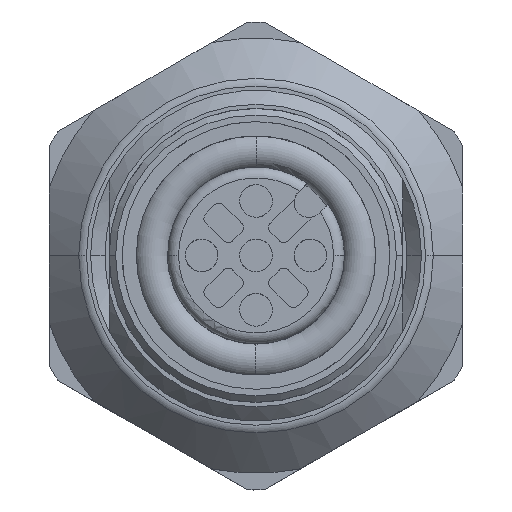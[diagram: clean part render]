
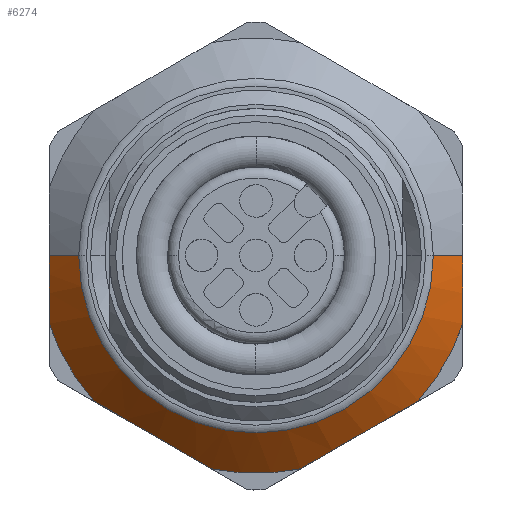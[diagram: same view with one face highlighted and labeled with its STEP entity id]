
A CAD part, top view. The second image highlights one B-rep face of the part: STEP entity #6274.
In plain terms, the highlighted conical face has half-angle 45 degrees and reference radius 8.146 mm.
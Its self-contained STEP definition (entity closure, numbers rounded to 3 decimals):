
#5825=AXIS2_PLACEMENT_3D('Circle Axis2P3D',#5823,#5824,$) ;
#5886=AXIS2_PLACEMENT_3D('Circle Axis2P3D',#5884,#5885,$) ;
#6118=AXIS2_PLACEMENT_3D('Circle Axis2P3D',#6116,#6117,$) ;
#6213=AXIS2_PLACEMENT_3D('Circle Axis2P3D',#6211,#6212,$) ;
#6250=AXIS2_PLACEMENT_3D('Cone Axis2P3D',#6247,#6248,#6249) ;
#5820=CARTESIAN_POINT('Vertex',(11.546,0.962,26.75)) ;
#5823=CARTESIAN_POINT('Axis2P3D Location',(9.5,10.75,26.75)) ;
#5827=CARTESIAN_POINT('Vertex',(7.454,0.962,26.75)) ;
#5851=CARTESIAN_POINT('Vertex',(16.954,4.084,26.75)) ;
#5855=CARTESIAN_POINT('Control Point',(11.546,0.962,26.75)) ;
#5856=CARTESIAN_POINT('Control Point',(12.227,1.355,26.996)) ;
#5857=CARTESIAN_POINT('Control Point',(12.899,1.743,27.162)) ;
#5858=CARTESIAN_POINT('Control Point',(13.567,2.128,27.25)) ;
#5859=CARTESIAN_POINT('Control Point',(14.635,2.745,27.278)) ;
#5860=CARTESIAN_POINT('Control Point',(15.711,3.366,27.113)) ;
#5861=CARTESIAN_POINT('Control Point',(16.122,3.604,27.022)) ;
#5862=CARTESIAN_POINT('Control Point',(16.536,3.843,26.901)) ;
#5863=CARTESIAN_POINT('Control Point',(16.954,4.084,26.75)) ;
#5881=CARTESIAN_POINT('Vertex',(19.,7.628,26.75)) ;
#5884=CARTESIAN_POINT('Axis2P3D Location',(9.5,10.75,26.75)) ;
#5915=CARTESIAN_POINT('Vertex',(19.,10.75,27.25)) ;
#5919=CARTESIAN_POINT('Control Point',(19.,7.628,26.75)) ;
#5920=CARTESIAN_POINT('Control Point',(19.,8.262,26.948)) ;
#5921=CARTESIAN_POINT('Control Point',(19.,8.891,27.098)) ;
#5922=CARTESIAN_POINT('Control Point',(19.,9.512,27.198)) ;
#5923=CARTESIAN_POINT('Control Point',(19.,10.131,27.25)) ;
#5924=CARTESIAN_POINT('Control Point',(19.,10.75,27.25)) ;
#6072=CARTESIAN_POINT('Control Point',(0.,7.628,26.75)) ;
#6073=CARTESIAN_POINT('Control Point',(0.,8.262,26.948)) ;
#6074=CARTESIAN_POINT('Control Point',(0.,8.891,27.098)) ;
#6075=CARTESIAN_POINT('Control Point',(0.,9.512,27.198)) ;
#6076=CARTESIAN_POINT('Control Point',(0.,10.131,27.25)) ;
#6077=CARTESIAN_POINT('Control Point',(0.,10.75,27.25)) ;
#6078=CARTESIAN_POINT('Vertex',(0.,7.628,26.75)) ;
#6080=CARTESIAN_POINT('Vertex',(0.,10.75,27.25)) ;
#6113=CARTESIAN_POINT('Vertex',(2.046,4.084,26.75)) ;
#6116=CARTESIAN_POINT('Axis2P3D Location',(9.5,10.75,26.75)) ;
#6134=CARTESIAN_POINT('Control Point',(2.046,4.084,26.75)) ;
#6135=CARTESIAN_POINT('Control Point',(2.727,3.691,26.996)) ;
#6136=CARTESIAN_POINT('Control Point',(3.399,3.303,27.162)) ;
#6137=CARTESIAN_POINT('Control Point',(4.067,2.917,27.25)) ;
#6138=CARTESIAN_POINT('Control Point',(5.135,2.301,27.278)) ;
#6139=CARTESIAN_POINT('Control Point',(6.211,1.679,27.113)) ;
#6140=CARTESIAN_POINT('Control Point',(6.622,1.442,27.022)) ;
#6141=CARTESIAN_POINT('Control Point',(7.036,1.203,26.901)) ;
#6142=CARTESIAN_POINT('Control Point',(7.454,0.962,26.75)) ;
#6208=CARTESIAN_POINT('Vertex',(1.354,10.75,28.604)) ;
#6211=CARTESIAN_POINT('Axis2P3D Location',(9.5,10.75,28.604)) ;
#6215=CARTESIAN_POINT('Vertex',(17.646,10.75,28.604)) ;
#6247=CARTESIAN_POINT('Axis2P3D Location',(9.5,10.75,28.604)) ;
#6252=CARTESIAN_POINT('Line Origine',(353566.963,10.743,-353520.714)) ;
#6257=CARTESIAN_POINT('Line Origine',(-353547.963,10.757,-353520.714)) ;
#5824=DIRECTION('Axis2P3D Direction',(0.,0.,-1.)) ;
#5885=DIRECTION('Axis2P3D Direction',(0.,0.,-1.)) ;
#6117=DIRECTION('Axis2P3D Direction',(0.,0.,-1.)) ;
#6212=DIRECTION('Axis2P3D Direction',(0.,0.,-1.)) ;
#6248=DIRECTION('Axis2P3D Direction',(0.,0.,-1.)) ;
#6249=DIRECTION('Axis2P3D XDirection',(1.,0.,0.)) ;
#6253=DIRECTION('Vector Direction',(0.707,0.,-0.707)) ;
#6258=DIRECTION('Vector Direction',(-0.707,0.,-0.707)) ;
#6254=VECTOR('Line Direction',#6253,1.) ;
#6259=VECTOR('Line Direction',#6258,1.) ;
#6263=ORIENTED_EDGE('',*,*,#6256,.T.) ;
#6264=ORIENTED_EDGE('',*,*,#6217,.T.) ;
#6265=ORIENTED_EDGE('',*,*,#6261,.T.) ;
#6266=ORIENTED_EDGE('',*,*,#6082,.F.) ;
#6267=ORIENTED_EDGE('',*,*,#6120,.F.) ;
#6268=ORIENTED_EDGE('',*,*,#6143,.T.) ;
#6269=ORIENTED_EDGE('',*,*,#5829,.F.) ;
#6270=ORIENTED_EDGE('',*,*,#5864,.T.) ;
#6271=ORIENTED_EDGE('',*,*,#5888,.F.) ;
#6272=ORIENTED_EDGE('',*,*,#5925,.T.) ;
#6274=ADVANCED_FACE('K\X2\00F6\X0\rper.3',(#6273),#6251,.T.) ;
#5854=B_SPLINE_CURVE_WITH_KNOTS('',5,(#5855,#5856,#5857,#5858,#5859,#5860,#5861,#5862,#5863),.UNSPECIFIED.,.F.,.U.,(6,3,6),(0.,5.58,9.001),.UNSPECIFIED.) ;
#5918=B_SPLINE_CURVE_WITH_KNOTS('',5,(#5919,#5920,#5921,#5922,#5923,#5924),.UNSPECIFIED.,.F.,.U.,(6,6),(0.,4.495),.UNSPECIFIED.) ;
#6071=B_SPLINE_CURVE_WITH_KNOTS('',5,(#6072,#6073,#6074,#6075,#6076,#6077),.UNSPECIFIED.,.F.,.U.,(6,6),(0.,4.495),.UNSPECIFIED.) ;
#6133=B_SPLINE_CURVE_WITH_KNOTS('',5,(#6134,#6135,#6136,#6137,#6138,#6139,#6140,#6141,#6142),.UNSPECIFIED.,.F.,.U.,(6,3,6),(0.,5.58,9.001),.UNSPECIFIED.) ;
#5826=CIRCLE('generated circle',#5825,10.) ;
#5887=CIRCLE('generated circle',#5886,10.) ;
#6119=CIRCLE('generated circle',#6118,10.) ;
#6214=CIRCLE('generated circle',#6213,8.146) ;
#6251=CONICAL_SURFACE('Cone',#6250,8.146,0.785) ;
#5829=EDGE_CURVE('',#5821,#5828,#5826,.T.) ;
#5864=EDGE_CURVE('',#5821,#5852,#5854,.T.) ;
#5888=EDGE_CURVE('',#5882,#5852,#5887,.T.) ;
#5925=EDGE_CURVE('',#5882,#5916,#5918,.T.) ;
#6082=EDGE_CURVE('',#6079,#6081,#6071,.T.) ;
#6120=EDGE_CURVE('',#6114,#6079,#6119,.T.) ;
#6143=EDGE_CURVE('',#6114,#5828,#6133,.T.) ;
#6217=EDGE_CURVE('',#6216,#6209,#6214,.T.) ;
#6256=EDGE_CURVE('',#5916,#6216,#6255,.F.) ;
#6261=EDGE_CURVE('',#6209,#6081,#6260,.T.) ;
#6262=EDGE_LOOP('',(#6263,#6264,#6265,#6266,#6267,#6268,#6269,#6270,#6271,#6272)) ;
#6273=FACE_OUTER_BOUND('',#6262,.T.) ;
#6255=LINE('Line',#6252,#6254) ;
#6260=LINE('Line',#6257,#6259) ;
#5821=VERTEX_POINT('',#5820) ;
#5828=VERTEX_POINT('',#5827) ;
#5852=VERTEX_POINT('',#5851) ;
#5882=VERTEX_POINT('',#5881) ;
#5916=VERTEX_POINT('',#5915) ;
#6079=VERTEX_POINT('',#6078) ;
#6081=VERTEX_POINT('',#6080) ;
#6114=VERTEX_POINT('',#6113) ;
#6209=VERTEX_POINT('',#6208) ;
#6216=VERTEX_POINT('',#6215) ;
